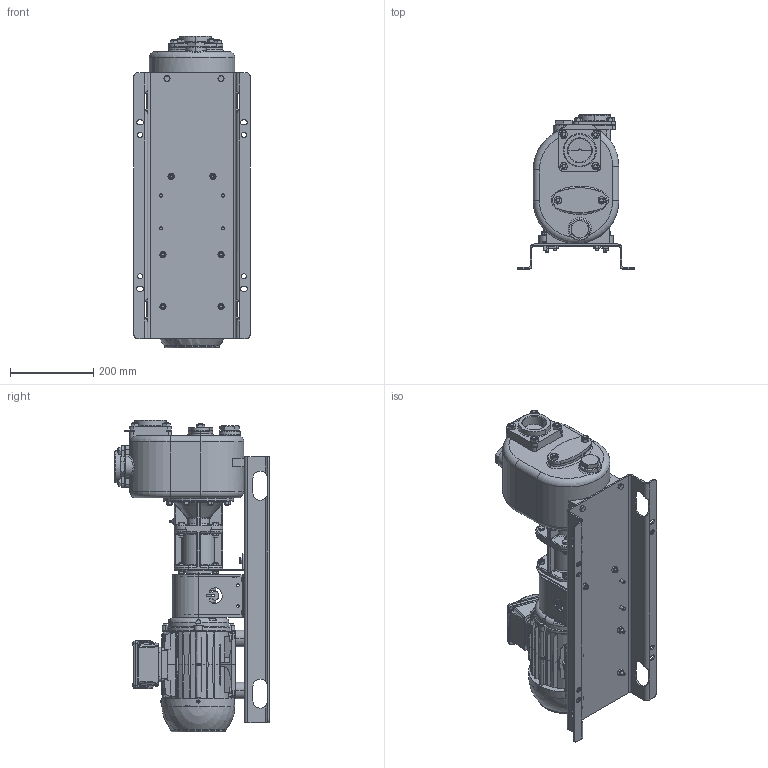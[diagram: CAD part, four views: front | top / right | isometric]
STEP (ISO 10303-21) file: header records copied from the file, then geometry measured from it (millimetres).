
FILE_DESCRIPTION((''),'2;1');
FILE_NAME('S_50_BIT_SW0001','2016-12-02T',('Nicola'),(''),'CREO PARAMETRIC BY PTC INC, 2015290','CREO PARAMETRIC BY PTC INC, 2015290','');
FILE_SCHEMA(('CONFIG_CONTROL_DESIGN'));
Products named in the file (1): S_50_BIT_SW0001
Bounding box: 280 x 371 x 749.5 mm (x, y, z)
Volume: 16414108.3 mm3; surface area: 1493360.5 mm2
Topology: 1 solids, 2 shells, 3986 faces, 9779 edges, 6093 vertices
Faces by surface type: plane 2020, cone 882, cylinder 739, bspline 171, torus 163, sphere 7, extrusion 4
Entity records: 160208 total; most frequent: CARTESIAN_POINT 69350, ORIENTED_EDGE 19546, DIRECTION 17703, EDGE_CURVE 9773, AXIS2_PLACEMENT_3D 6518, VERTEX_POINT 6093, VECTOR 4667, LINE 4663
